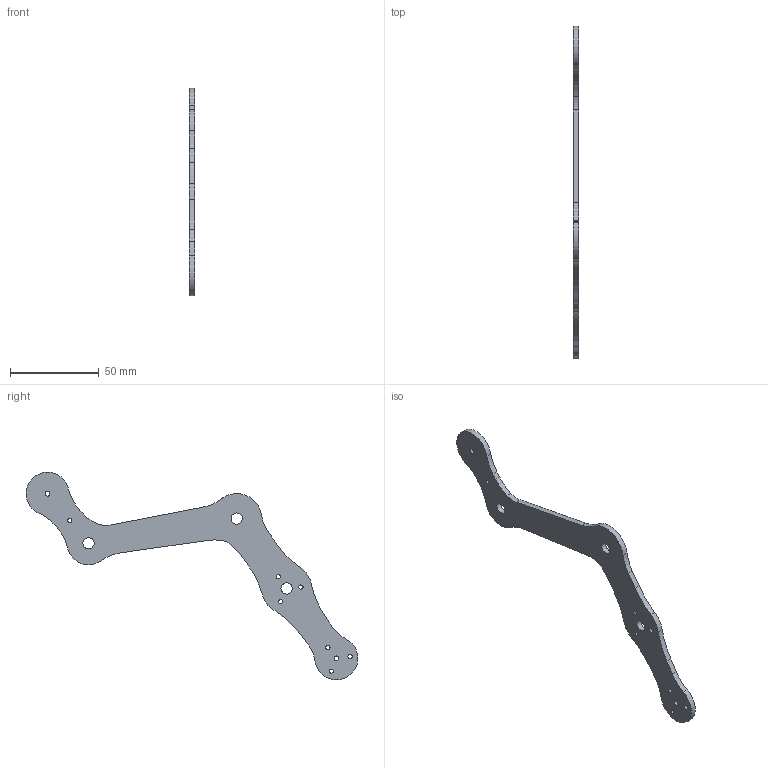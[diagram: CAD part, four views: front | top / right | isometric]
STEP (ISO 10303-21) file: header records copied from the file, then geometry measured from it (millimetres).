
FILE_DESCRIPTION(/* description */ ('STEP AP214'),/* implementation_level */ '2;1');
FILE_NAME(/* name */ '62525e21ecdeb77adb8bbcd8',/* time_stamp */ '2022-04-10T04:33:37+00:00',/* author */ (''),/* organization */ (''),/* preprocessor_version */ 'ST-DEVELOPER v18.101',/* originating_system */ ' ',/* authorisation */ ' ');
FILE_SCHEMA (('AUTOMOTIVE_DESIGN {1 0 10303 214 3 1 1}'));
Length unit declared in the file: metre
Products named in the file (1): link5r
Bounding box: 3.17 x 187.36 x 117.24 mm (x, y, z)
Volume: 15175.3 mm3; surface area: 11630.2 mm2
Topology: 1 solids, 1 shells, 46 faces, 134 edges, 90 vertices
Faces by surface type: cylinder 36, plane 10
Full cylindrical faces by diameter (mm): 2.381 x7, 2.705 x2, 6.35 x3
Entity records: 1566 total; most frequent: DIRECTION 286, CARTESIAN_POINT 255, ORIENTED_EDGE 240, EDGE_CURVE 120, AXIS2_PLACEMENT_3D 119, VERTEX_POINT 88, EDGE_LOOP 82, FACE_BOUND 82
